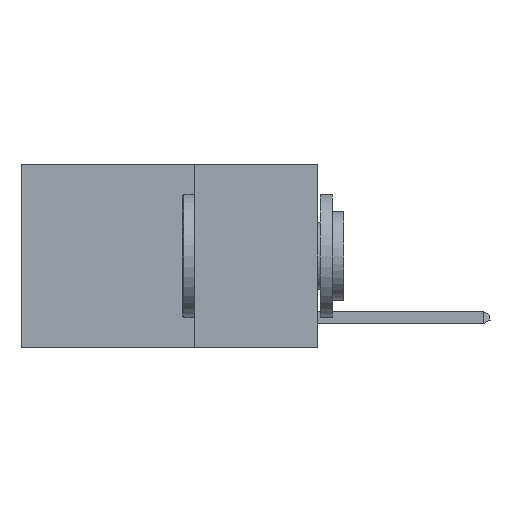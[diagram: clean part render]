
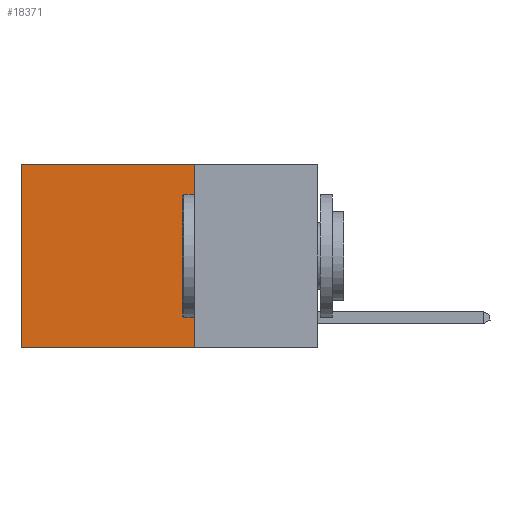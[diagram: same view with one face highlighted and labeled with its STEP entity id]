
A CAD part, left-side view. The second image highlights one B-rep face of the part: STEP entity #18371.
In plain terms, the highlighted planar face has unit normal (-1, 0, 0).
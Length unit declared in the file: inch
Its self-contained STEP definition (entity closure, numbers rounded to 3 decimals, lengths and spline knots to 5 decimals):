
#439 = CARTESIAN_POINT ( 'NONE',  ( 0.2625, 0.25, -0.37 ) ) ;
#734 = VERTEX_POINT ( 'NONE', #2158 ) ;
#745 = DIRECTION ( 'NONE',  ( 0., 0., -1. ) ) ;
#836 = EDGE_CURVE ( 'NONE', #20272, #4502, #3385, .T. ) ;
#2158 = CARTESIAN_POINT ( 'NONE',  ( 0.2625, 0.6, 0. ) ) ;
#2855 = VERTEX_POINT ( 'NONE', #18322 ) ;
#3385 = LINE ( 'NONE', #20954, #16342 ) ;
#4128 = CARTESIAN_POINT ( 'NONE',  ( 0.2625, 0.6, 0. ) ) ;
#4502 = VERTEX_POINT ( 'NONE', #7633 ) ;
#5171 = ORIENTED_EDGE ( 'NONE', *, *, #9375, .T. ) ;
#5612 = CARTESIAN_POINT ( 'NONE',  ( 0.2625, 0.25, 0. ) ) ;
#6268 = VECTOR ( 'NONE', #14099, 39.37008 ) ;
#6405 = CARTESIAN_POINT ( 'NONE',  ( 0.2625, 0.25, 0. ) ) ;
#6985 = LINE ( 'NONE', #4128, #15994 ) ;
#7333 = LINE ( 'NONE', #5612, #6268 ) ;
#7451 = PLANE ( 'NONE',  #16707 ) ;
#7633 = CARTESIAN_POINT ( 'NONE',  ( 0.2625, 0.6, -0.37 ) ) ;
#9375 = EDGE_CURVE ( 'NONE', #734, #4502, #6985, .T. ) ;
#9763 = FACE_OUTER_BOUND ( 'NONE', #17661, .T. ) ;
#10939 = DIRECTION ( 'NONE',  ( 1., 0., 0. ) ) ;
#10954 = ORIENTED_EDGE ( 'NONE', *, *, #17792, .F. ) ;
#11659 = ORIENTED_EDGE ( 'NONE', *, *, #836, .F. ) ;
#12982 = VECTOR ( 'NONE', #16625, 39.37008 ) ;
#13505 = LINE ( 'NONE', #6405, #12982 ) ;
#14099 = DIRECTION ( 'NONE',  ( 0., 1., 0. ) ) ;
#15947 = DIRECTION ( 'NONE',  ( 0., 0., -1. ) ) ;
#15961 = DIRECTION ( 'NONE',  ( 0., 1., 0. ) ) ;
#15994 = VECTOR ( 'NONE', #15947, 39.37008 ) ;
#16342 = VECTOR ( 'NONE', #15961, 39.37008 ) ;
#16625 = DIRECTION ( 'NONE',  ( 0., 0., -1. ) ) ;
#16707 = AXIS2_PLACEMENT_3D ( 'NONE', #19283, #10939, #745 ) ;
#17205 = ORIENTED_EDGE ( 'NONE', *, *, #18297, .T. ) ;
#17661 = EDGE_LOOP ( 'NONE', ( #5171, #11659, #10954, #17205 ) ) ;
#17792 = EDGE_CURVE ( 'NONE', #2855, #20272, #13505, .T. ) ;
#18297 = EDGE_CURVE ( 'NONE', #2855, #734, #7333, .T. ) ;
#18322 = CARTESIAN_POINT ( 'NONE',  ( 0.2625, 0.25, 0. ) ) ;
#18371 = ADVANCED_FACE ( 'NONE', ( #9763 ), #7451, .F. ) ;
#19283 = CARTESIAN_POINT ( 'NONE',  ( 0.2625, 0.25, 0. ) ) ;
#20272 = VERTEX_POINT ( 'NONE', #439 ) ;
#20954 = CARTESIAN_POINT ( 'NONE',  ( 0.2625, 0.25, -0.37 ) ) ;
